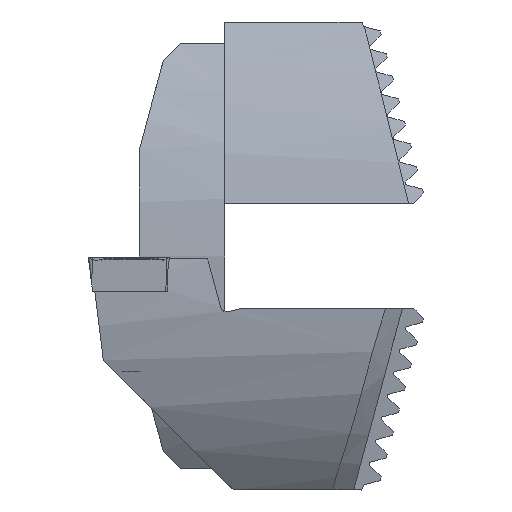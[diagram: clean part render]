
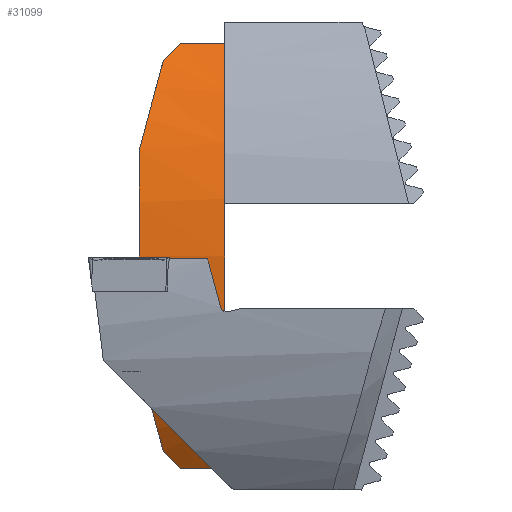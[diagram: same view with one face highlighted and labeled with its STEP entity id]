
A CAD part, left-side view. The second image highlights one B-rep face of the part: STEP entity #31099.
In plain terms, the highlighted cylindrical face has radius 40 mm (diameter 80 mm), a partial arc.
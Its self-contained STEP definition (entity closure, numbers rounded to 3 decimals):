
#555 =( BOUNDED_CURVE ( )  B_SPLINE_CURVE ( 3, ( #21105, #13205, #34585, #18550 ),
 .UNSPECIFIED., .F., .T. ) 
 B_SPLINE_CURVE_WITH_KNOTS ( ( 4, 4 ),
 ( 5.03, 5.325 ),
 .UNSPECIFIED. ) 
 CURVE ( )  GEOMETRIC_REPRESENTATION_ITEM ( )  RATIONAL_B_SPLINE_CURVE ( ( 1., 0.993, 0.993, 1. ) ) 
 REPRESENTATION_ITEM ( '' )  );
#1000 = CARTESIAN_POINT ( 'NONE',  ( 10., 0., -0.025 ) ) ;
#1922 = DIRECTION ( 'NONE',  ( -1., 0., 0. ) ) ;
#2274 = ORIENTED_EDGE ( 'NONE', *, *, #26246, .T. ) ;
#2387 = EDGE_LOOP ( 'NONE', ( #29536, #9190, #2274, #5898, #5997, #11671, #27265, #17115 ) ) ;
#2463 = AXIS2_PLACEMENT_3D ( 'NONE', #12081, #30654, #14710 ) ;
#2592 = EDGE_CURVE ( 'NONE', #14092, #11924, #5812, .T. ) ;
#3040 = EDGE_CURVE ( 'NONE', #11924, #8593, #31727, .T. ) ;
#3953 = CARTESIAN_POINT ( 'NONE',  ( 10., -12.5, 37.972 ) ) ;
#4143 = CARTESIAN_POINT ( 'NONE',  ( 10., 12.5, 37.972 ) ) ;
#5332 = CARTESIAN_POINT ( 'NONE',  ( 8.996, -16.247, 36.739 ) ) ;
#5812 =( BOUNDED_CURVE ( )  B_SPLINE_CURVE ( 3, ( #31771, #32046, #32159, #31690 ),
 .UNSPECIFIED., .F., .T. ) 
 B_SPLINE_CURVE_WITH_KNOTS ( ( 4, 4 ),
 ( 5.325, 5.388 ),
 .UNSPECIFIED. ) 
 CURVE ( )  GEOMETRIC_REPRESENTATION_ITEM ( )  RATIONAL_B_SPLINE_CURVE ( ( 1., 1., 1., 1. ) ) 
 REPRESENTATION_ITEM ( '' )  );
#5898 = ORIENTED_EDGE ( 'NONE', *, *, #30815, .T. ) ;
#5997 = ORIENTED_EDGE ( 'NONE', *, *, #2592, .T. ) ;
#8030 = EDGE_CURVE ( 'NONE', #29908, #8639, #23727, .T. ) ;
#8593 = VERTEX_POINT ( 'NONE', #29644 ) ;
#8639 = VERTEX_POINT ( 'NONE', #11416 ) ;
#9190 = ORIENTED_EDGE ( 'NONE', *, *, #12796, .T. ) ;
#9637 = VERTEX_POINT ( 'NONE', #3953 ) ;
#9987 = VERTEX_POINT ( 'NONE', #4143 ) ;
#10539 = CARTESIAN_POINT ( 'NONE',  ( 5.837, -24.349, 31.721 ) ) ;
#11254 = VECTOR ( 'NONE', #17761, 1000. ) ;
#11416 = CARTESIAN_POINT ( 'NONE',  ( 7.187, -23., 32.701 ) ) ;
#11671 = ORIENTED_EDGE ( 'NONE', *, *, #3040, .T. ) ;
#11924 = VERTEX_POINT ( 'NONE', #31446 ) ;
#12081 = CARTESIAN_POINT ( 'NONE',  ( 10., 0., -0.025 ) ) ;
#12385 = AXIS2_PLACEMENT_3D ( 'NONE', #17922, #1922, #20621 ) ;
#12796 = EDGE_CURVE ( 'NONE', #8639, #9637, #13906, .T. ) ;
#13205 = CARTESIAN_POINT ( 'NONE',  ( 8.996, 16.247, 36.739 ) ) ;
#13906 =( BOUNDED_CURVE ( )  B_SPLINE_CURVE ( 3, ( #34595, #34471, #5332, #23913 ),
 .UNSPECIFIED., .F., .T. ) 
 B_SPLINE_CURVE_WITH_KNOTS ( ( 4, 4 ),
 ( 0.958, 1.253 ),
 .UNSPECIFIED. ) 
 CURVE ( )  GEOMETRIC_REPRESENTATION_ITEM ( )  RATIONAL_B_SPLINE_CURVE ( ( 1., 0.993, 0.993, 1. ) ) 
 REPRESENTATION_ITEM ( '' )  );
#13930 = FACE_OUTER_BOUND ( 'NONE', #2387, .T. ) ;
#14092 = VERTEX_POINT ( 'NONE', #20754 ) ;
#14710 = DIRECTION ( 'NONE',  ( 0., 1., 0. ) ) ;
#15623 = CARTESIAN_POINT ( 'NONE',  ( 5.187, -25., 31.2 ) ) ;
#16709 = VECTOR ( 'NONE', #27292, 1000. ) ;
#17115 = ORIENTED_EDGE ( 'NONE', *, *, #26053, .F. ) ;
#17616 = EDGE_CURVE ( 'NONE', #33593, #8593, #31181, .T. ) ;
#17761 = DIRECTION ( 'NONE',  ( -1., 0., 0. ) ) ;
#17922 = CARTESIAN_POINT ( 'NONE',  ( 0., 0., -0.025 ) ) ;
#18550 = CARTESIAN_POINT ( 'NONE',  ( 7.187, 23., 32.701 ) ) ;
#19070 = AXIS2_PLACEMENT_3D ( 'NONE', #1000, #22227, #27602 ) ;
#20621 = DIRECTION ( 'NONE',  ( 0., 1., 0. ) ) ;
#20628 = CARTESIAN_POINT ( 'NONE',  ( 5.187, -25., 31.2 ) ) ;
#20754 = CARTESIAN_POINT ( 'NONE',  ( 7.187, 23., 32.701 ) ) ;
#21105 = CARTESIAN_POINT ( 'NONE',  ( 10., 12.5, 37.972 ) ) ;
#22227 = DIRECTION ( 'NONE',  ( -1., 0., 0. ) ) ;
#23720 = LINE ( 'NONE', #28350, #11254 ) ;
#23727 =( BOUNDED_CURVE ( )  B_SPLINE_CURVE ( 3, ( #15623, #10539, #26444, #29113 ),
 .UNSPECIFIED., .F., .T. ) 
 B_SPLINE_CURVE_WITH_KNOTS ( ( 4, 4 ),
 ( 0.896, 0.958 ),
 .UNSPECIFIED. ) 
 CURVE ( )  GEOMETRIC_REPRESENTATION_ITEM ( )  RATIONAL_B_SPLINE_CURVE ( ( 1., 1., 1., 1. ) ) 
 REPRESENTATION_ITEM ( '' )  );
#23913 = CARTESIAN_POINT ( 'NONE',  ( 10., -12.5, 37.972 ) ) ;
#26053 = EDGE_CURVE ( 'NONE', #29908, #33593, #23720, .T. ) ;
#26246 = EDGE_CURVE ( 'NONE', #9637, #9987, #28281, .T. ) ;
#26444 = CARTESIAN_POINT ( 'NONE',  ( 6.504, -23.682, 32.222 ) ) ;
#27141 = CARTESIAN_POINT ( 'NONE',  ( 10., 25., 31.2 ) ) ;
#27235 = CYLINDRICAL_SURFACE ( 'NONE', #19070, 40. ) ;
#27265 = ORIENTED_EDGE ( 'NONE', *, *, #17616, .F. ) ;
#27292 = DIRECTION ( 'NONE',  ( -1., 0., 0. ) ) ;
#27557 = CARTESIAN_POINT ( 'NONE',  ( 0., -25., 31.2 ) ) ;
#27602 = DIRECTION ( 'NONE',  ( 0., -1., 0. ) ) ;
#28281 = CIRCLE ( 'NONE', #2463, 40. ) ;
#28350 = CARTESIAN_POINT ( 'NONE',  ( 10., -25., 31.2 ) ) ;
#29113 = CARTESIAN_POINT ( 'NONE',  ( 7.187, -23., 32.701 ) ) ;
#29536 = ORIENTED_EDGE ( 'NONE', *, *, #8030, .T. ) ;
#29644 = CARTESIAN_POINT ( 'NONE',  ( 0., 25., 31.2 ) ) ;
#29908 = VERTEX_POINT ( 'NONE', #20628 ) ;
#30654 = DIRECTION ( 'NONE',  ( -1., 0., 0. ) ) ;
#30815 = EDGE_CURVE ( 'NONE', #9987, #14092, #555, .T. ) ;
#31099 = ADVANCED_FACE ( 'NONE', ( #13930 ), #27235, .T. ) ;
#31181 = CIRCLE ( 'NONE', #12385, 40. ) ;
#31446 = CARTESIAN_POINT ( 'NONE',  ( 5.187, 25., 31.2 ) ) ;
#31690 = CARTESIAN_POINT ( 'NONE',  ( 5.187, 25., 31.2 ) ) ;
#31727 = LINE ( 'NONE', #27141, #16709 ) ;
#31771 = CARTESIAN_POINT ( 'NONE',  ( 7.187, 23., 32.701 ) ) ;
#32046 = CARTESIAN_POINT ( 'NONE',  ( 6.504, 23.682, 32.222 ) ) ;
#32159 = CARTESIAN_POINT ( 'NONE',  ( 5.837, 24.349, 31.721 ) ) ;
#33593 = VERTEX_POINT ( 'NONE', #27557 ) ;
#34471 = CARTESIAN_POINT ( 'NONE',  ( 8.051, -19.773, 34.969 ) ) ;
#34585 = CARTESIAN_POINT ( 'NONE',  ( 8.051, 19.773, 34.969 ) ) ;
#34595 = CARTESIAN_POINT ( 'NONE',  ( 7.187, -23., 32.701 ) ) ;
